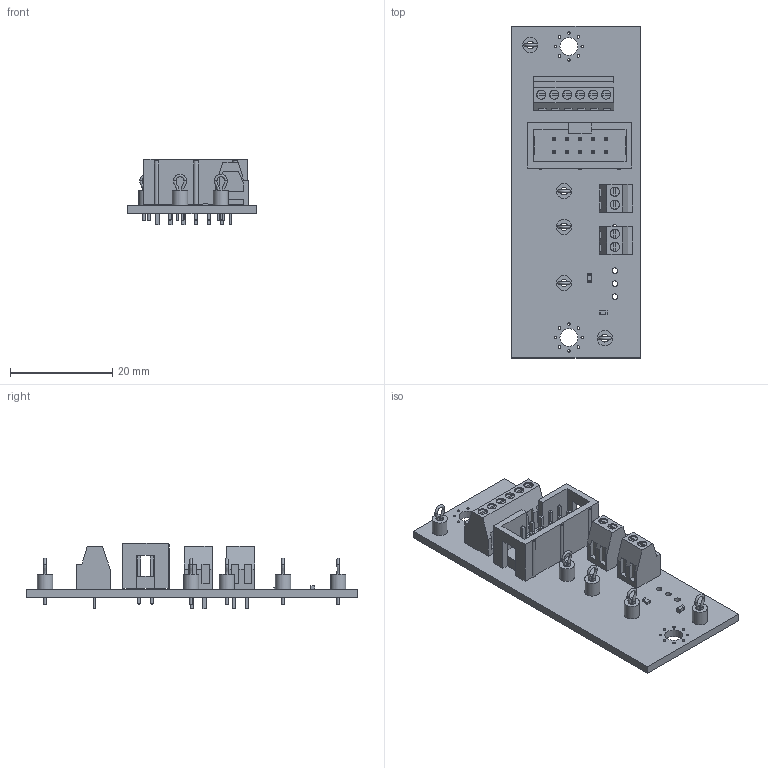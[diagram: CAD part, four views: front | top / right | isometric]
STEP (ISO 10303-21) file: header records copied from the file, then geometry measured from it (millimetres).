
FILE_DESCRIPTION(('KiCad electronic assembly'),'2;1');
FILE_NAME('moonratII.step','2025-05-16T14:34:57',('Pcbnew'),('Kicad'), 'Open CASCADE STEP processor 7.6','KiCad to STEP converter','Unknown' );
FILE_SCHEMA(('AUTOMOTIVE_DESIGN { 1 0 10303 214 1 1 1 1 }'));
Length unit declared in the file: millimetre
Products named in the file (14): moonratII 1; TestPoint_Loop_D2.54mm_Drill1.5mm_Beaded; COMPOUND; KF128-2.54-6P; R_0603_1608Metric; SOLID; IDC-Header_2x05_P2.54mm_Vertical; KF128-2.54-2P; C_0603_1608Metric; _autosave-heaterboard_1 PCB
Assembly tree (18 placements, depth 3):
  moonratII 1
    TestPoint_Loop_D2.54mm_Drill1.5mm_Beaded  x5
      COMPOUND
    KF128-2.54-6P
      COMPOUND
    R_0603_1608Metric
      SOLID
    IDC-Header_2x05_P2.54mm_Vertical
      SOLID
    KF128-2.54-2P  x2
      COMPOUND
    C_0603_1608Metric
      SOLID
    _autosave-heaterboard_1 PCB
Bounding box: 25.2 x 65 x 12.85 mm (x, y, z)
Volume: 4961.9 mm3; surface area: 8122.2 mm2
Topology: 20 solids, 20 shells, 729 faces, 1770 edges, 1152 vertices
Faces by surface type: plane 599, cylinder 115, bspline 10, torus 5
Full cylindrical faces by diameter (mm): 0.5 x26, 1 x16, 1.1 x13, 1.5 x10, 1.8 x20, 3 x5, 3.5 x2
Entity records: 40757 total; most frequent: CARTESIAN_POINT 7401, DIRECTION 5880, LINE 4012, VECTOR 4012, ORIENTED_EDGE 3010, PCURVE 3010, DEFINITIONAL_REPRESENTATION 3010, EDGE_CURVE 1505
